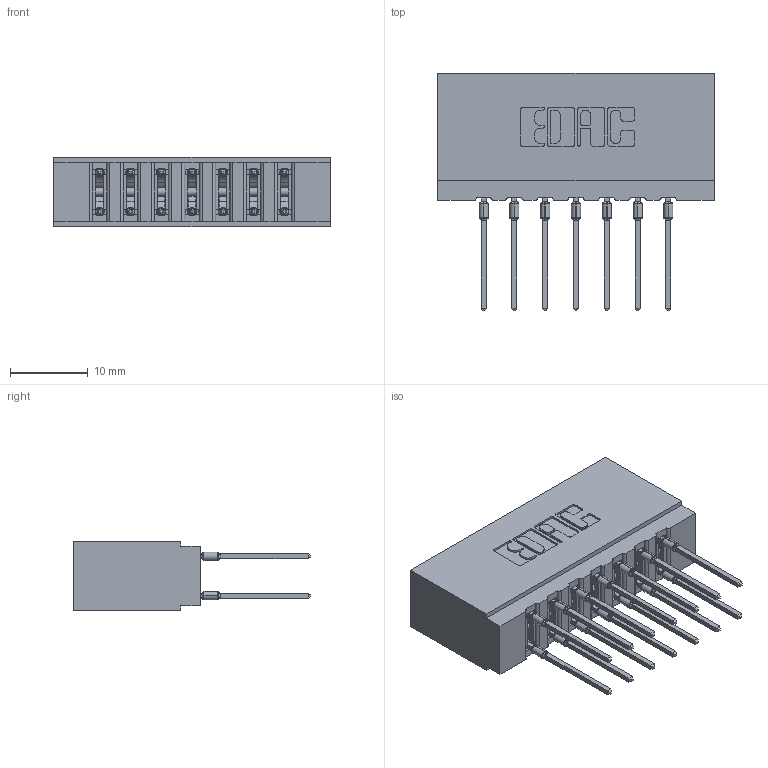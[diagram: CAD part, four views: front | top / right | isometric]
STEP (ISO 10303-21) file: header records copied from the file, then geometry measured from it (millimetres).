
FILE_DESCRIPTION (( 'STEP AP203' ), '1' );
FILE_NAME ('737-014-540-201.STEP', '2026-03-05T21:16:13', ( '' ), ( '' ), 'SwSTEP 2.0', 'SolidWorks 2023', '' );
FILE_SCHEMA (( 'CONFIG_CONTROL_DESIGN' ));
Length unit declared in the file: millimetre
Products named in the file (3): 737-014-540-201; 737 Part_Insulator Option - 01; 745-292-001_540
Assembly tree (15 placements, depth 2):
  737-014-540-201
    737 Part_Insulator Option - 01
    745-292-001_540  x14
Bounding box: 35.61 x 30.62 x 8.89 mm (x, y, z)
Volume: 3722.5 mm3; surface area: 5176 mm2
Topology: 15 solids, 15 shells, 1354 faces, 3643 edges, 2298 vertices
Faces by surface type: plane 705, cylinder 285, bspline 280, torus 84
Entity records: 16761 total; most frequent: CARTESIAN_POINT 3423, ORIENTED_EDGE 2788, DIRECTION 2464, EDGE_CURVE 1394, VECTOR 1170, LINE 1170, VERTEX_POINT 894, AXIS2_PLACEMENT_3D 647
